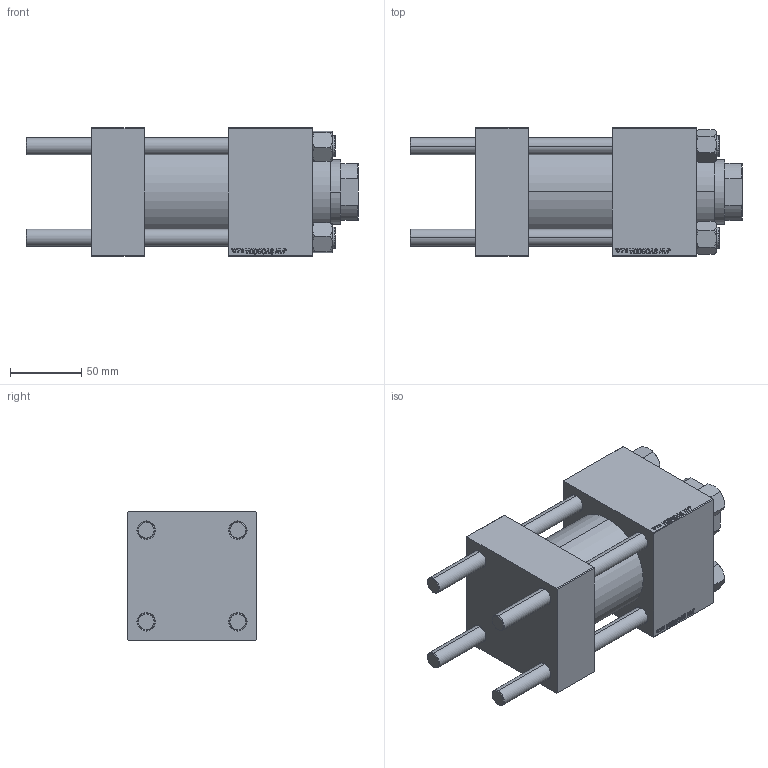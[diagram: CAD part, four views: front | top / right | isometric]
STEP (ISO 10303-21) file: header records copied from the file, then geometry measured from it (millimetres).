
FILE_DESCRIPTION (( 'STEP AP203' ), '1' );
FILE_NAME ('6444.STEP', '2022-10-03T15:50:41', ( '' ), ( '' ), 'SwSTEP 2.0', 'SolidWorks 2019', '' );
FILE_SCHEMA (( 'CONFIG_CONTROL_DESIGN' ));
Length unit declared in the file: millimetre
Products named in the file (6): NUT_M5 2d7126a52cb6b6780402f05c8079859d; V215CR_VCP 2d7126a52cb6b6780402f05c8079859d; V215CR_BODY_A 2d7126a52cb6b6780402f05c8079859d; CR025_012_A_0_G_A_G_M_020_+#_##_TYCINKA 2d7126a52cb6b6780402f05c8079859d; 6444; V215_VC_A 2d7126a52cb6b6780402f05c8079859d
Assembly tree (11 placements, depth 2):
  6444
    V215CR_BODY_A 2d7126a52cb6b6780402f05c8079859d
    CR025_012_A_0_G_A_G_M_020_+#_##_TYCINKA 2d7126a52cb6b6780402f05c8079859d  x4
    NUT_M5 2d7126a52cb6b6780402f05c8079859d  x4
    V215CR_VCP 2d7126a52cb6b6780402f05c8079859d
    V215_VC_A 2d7126a52cb6b6780402f05c8079859d
Bounding box: 233 x 90 x 90 mm (x, y, z)
Volume: 1030755.7 mm3; surface area: 206804.3 mm2
Topology: 11 solids, 11 shells, 1137 faces, 2860 edges, 1853 vertices
Faces by surface type: plane 520, bspline 392, cone 136, cylinder 81, torus 8
Entity records: 49913 total; most frequent: CARTESIAN_POINT 26990, ORIENTED_EDGE 5212, DIRECTION 3259, EDGE_CURVE 2606, VERTEX_POINT 1709, VECTOR 1587, LINE 1587, EDGE_LOOP 1145
